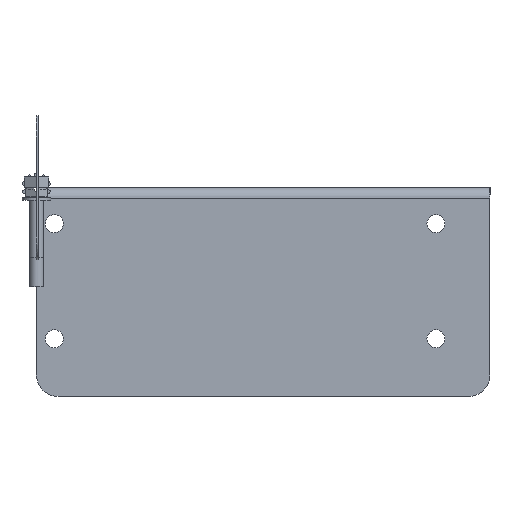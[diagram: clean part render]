
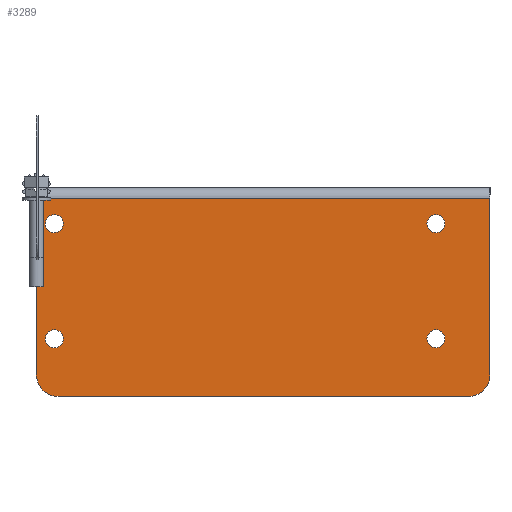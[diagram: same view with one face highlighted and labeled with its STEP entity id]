
A CAD part, left-side view. The second image highlights one B-rep face of the part: STEP entity #3289.
In plain terms, the highlighted planar face has unit normal (-1, 0, 0).
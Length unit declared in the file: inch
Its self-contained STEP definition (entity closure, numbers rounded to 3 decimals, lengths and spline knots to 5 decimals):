
#84 = CARTESIAN_POINT ( 'NONE',  ( 0., -7.875, -0.185 ) ) ;
#227 = LINE ( 'NONE', #2158, #5031 ) ;
#399 = VECTOR ( 'NONE', #5989, 39.37008 ) ;
#400 = DIRECTION ( 'NONE',  ( 0., 0., 1. ) ) ;
#511 = ORIENTED_EDGE ( 'NONE', *, *, #2578, .F. ) ;
#640 = EDGE_CURVE ( 'NONE', #7230, #1537, #4078, .T. ) ;
#680 = DIRECTION ( 'NONE',  ( 0., 0., 1. ) ) ;
#720 = CARTESIAN_POINT ( 'NONE',  ( 0., -6.9375, -2.625 ) ) ;
#1018 = ORIENTED_EDGE ( 'NONE', *, *, #7824, .F. ) ;
#1133 = EDGE_CURVE ( 'NONE', #1537, #6162, #4747, .T. ) ;
#1176 = VERTEX_POINT ( 'NONE', #7596 ) ;
#1195 = EDGE_LOOP ( 'NONE', ( #5948, #5098, #5919, #1703, #2917, #511 ) ) ;
#1451 = CIRCLE ( 'NONE', #2395, 0.15625 ) ;
#1500 = VERTEX_POINT ( 'NONE', #4361 ) ;
#1535 = EDGE_LOOP ( 'NONE', ( #1018 ) ) ;
#1537 = VERTEX_POINT ( 'NONE', #84 ) ;
#1640 = EDGE_CURVE ( 'NONE', #3695, #3695, #1451, .T. ) ;
#1703 = ORIENTED_EDGE ( 'NONE', *, *, #1133, .F. ) ;
#1783 = ORIENTED_EDGE ( 'NONE', *, *, #5079, .F. ) ;
#1865 = DIRECTION ( 'NONE',  ( 1., 0., 0. ) ) ;
#1910 = DIRECTION ( 'NONE',  ( 0., 0., -1. ) ) ;
#2158 = CARTESIAN_POINT ( 'NONE',  ( 0., 0., -3.625 ) ) ;
#2227 = AXIS2_PLACEMENT_3D ( 'NONE', #4635, #7832, #7794 ) ;
#2251 = FACE_BOUND ( 'NONE', #1535, .T. ) ;
#2395 = AXIS2_PLACEMENT_3D ( 'NONE', #4741, #3439, #7223 ) ;
#2540 = DIRECTION ( 'NONE',  ( 1., 0., 0. ) ) ;
#2578 = EDGE_CURVE ( 'NONE', #1500, #7230, #8087, .T. ) ;
#2815 = EDGE_LOOP ( 'NONE', ( #1783 ) ) ;
#2895 = CIRCLE ( 'NONE', #4093, 0.375 ) ;
#2917 = ORIENTED_EDGE ( 'NONE', *, *, #640, .F. ) ;
#3050 = CARTESIAN_POINT ( 'NONE',  ( 0., 0., 0. ) ) ;
#3167 = CARTESIAN_POINT ( 'NONE',  ( 0., -7.5, -3.25 ) ) ;
#3233 = CIRCLE ( 'NONE', #3635, 0.15625 ) ;
#3289 = ADVANCED_FACE ( 'NONE', ( #7294, #2251, #6092, #4848, #4978 ), #5519, .F. ) ;
#3352 = CARTESIAN_POINT ( 'NONE',  ( 0., -0.3125, -0.625 ) ) ;
#3412 = DIRECTION ( 'NONE',  ( 0., -1., 0. ) ) ;
#3439 = DIRECTION ( 'NONE',  ( -1., 0., 0. ) ) ;
#3579 = CARTESIAN_POINT ( 'NONE',  ( 0., -0.375, -3.625 ) ) ;
#3635 = AXIS2_PLACEMENT_3D ( 'NONE', #720, #3871, #680 ) ;
#3695 = VERTEX_POINT ( 'NONE', #4154 ) ;
#3861 = CARTESIAN_POINT ( 'NONE',  ( 0., -0.3125, -0.46875 ) ) ;
#3871 = DIRECTION ( 'NONE',  ( -1., 0., 0. ) ) ;
#3897 = DIRECTION ( 'NONE',  ( -1., 0., 0. ) ) ;
#4078 = LINE ( 'NONE', #4753, #6105 ) ;
#4093 = AXIS2_PLACEMENT_3D ( 'NONE', #3167, #2540, #1910 ) ;
#4154 = CARTESIAN_POINT ( 'NONE',  ( 0., -6.9375, -0.46875 ) ) ;
#4163 = CARTESIAN_POINT ( 'NONE',  ( 0., 0., -0.185 ) ) ;
#4304 = VERTEX_POINT ( 'NONE', #4896 ) ;
#4361 = CARTESIAN_POINT ( 'NONE',  ( 0., 0., -3.25 ) ) ;
#4578 = AXIS2_PLACEMENT_3D ( 'NONE', #3352, #3897, #5200 ) ;
#4598 = AXIS2_PLACEMENT_3D ( 'NONE', #3050, #1865, #6291 ) ;
#4635 = CARTESIAN_POINT ( 'NONE',  ( 0., -0.3125, -2.625 ) ) ;
#4663 = EDGE_LOOP ( 'NONE', ( #6450 ) ) ;
#4741 = CARTESIAN_POINT ( 'NONE',  ( 0., -6.9375, -0.625 ) ) ;
#4747 = LINE ( 'NONE', #4824, #399 ) ;
#4753 = CARTESIAN_POINT ( 'NONE',  ( 0., 0., -0.185 ) ) ;
#4779 = ORIENTED_EDGE ( 'NONE', *, *, #1640, .F. ) ;
#4824 = CARTESIAN_POINT ( 'NONE',  ( 0., -7.875, 0. ) ) ;
#4848 = FACE_BOUND ( 'NONE', #5845, .T. ) ;
#4896 = CARTESIAN_POINT ( 'NONE',  ( 0., -7.5, -3.625 ) ) ;
#4978 = FACE_BOUND ( 'NONE', #2815, .T. ) ;
#5031 = VECTOR ( 'NONE', #5459, 39.37008 ) ;
#5079 = EDGE_CURVE ( 'NONE', #7058, #7058, #5897, .T. ) ;
#5098 = ORIENTED_EDGE ( 'NONE', *, *, #7207, .F. ) ;
#5200 = DIRECTION ( 'NONE',  ( 0., 0., 1. ) ) ;
#5389 = CARTESIAN_POINT ( 'NONE',  ( 0., 0., 0. ) ) ;
#5459 = DIRECTION ( 'NONE',  ( 0., 1., 0. ) ) ;
#5519 = PLANE ( 'NONE',  #4598 ) ;
#5626 = CARTESIAN_POINT ( 'NONE',  ( 0., -0.3125, -2.46875 ) ) ;
#5837 = CIRCLE ( 'NONE', #2227, 0.15625 ) ;
#5845 = EDGE_LOOP ( 'NONE', ( #4779 ) ) ;
#5897 = CIRCLE ( 'NONE', #4578, 0.15625 ) ;
#5919 = ORIENTED_EDGE ( 'NONE', *, *, #7739, .F. ) ;
#5948 = ORIENTED_EDGE ( 'NONE', *, *, #6791, .F. ) ;
#5989 = DIRECTION ( 'NONE',  ( 0., 0., -1. ) ) ;
#6092 = FACE_BOUND ( 'NONE', #4663, .T. ) ;
#6105 = VECTOR ( 'NONE', #3412, 39.37008 ) ;
#6129 = CARTESIAN_POINT ( 'NONE',  ( 0., -0.375, -3.25 ) ) ;
#6162 = VERTEX_POINT ( 'NONE', #6480 ) ;
#6291 = DIRECTION ( 'NONE',  ( 0., 0., -1. ) ) ;
#6450 = ORIENTED_EDGE ( 'NONE', *, *, #7980, .F. ) ;
#6480 = CARTESIAN_POINT ( 'NONE',  ( 0., -7.875, -3.25 ) ) ;
#6624 = DIRECTION ( 'NONE',  ( 0., 0., 1. ) ) ;
#6685 = VECTOR ( 'NONE', #400, 39.37008 ) ;
#6744 = DIRECTION ( 'NONE',  ( 1., 0., 0. ) ) ;
#6791 = EDGE_CURVE ( 'NONE', #7427, #1500, #7423, .T. ) ;
#7058 = VERTEX_POINT ( 'NONE', #3861 ) ;
#7207 = EDGE_CURVE ( 'NONE', #4304, #7427, #227, .T. ) ;
#7223 = DIRECTION ( 'NONE',  ( 0., 0., 1. ) ) ;
#7230 = VERTEX_POINT ( 'NONE', #4163 ) ;
#7294 = FACE_OUTER_BOUND ( 'NONE', #1195, .T. ) ;
#7423 = CIRCLE ( 'NONE', #7826, 0.375 ) ;
#7427 = VERTEX_POINT ( 'NONE', #3579 ) ;
#7518 = VERTEX_POINT ( 'NONE', #5626 ) ;
#7596 = CARTESIAN_POINT ( 'NONE',  ( 0., -6.9375, -2.46875 ) ) ;
#7739 = EDGE_CURVE ( 'NONE', #6162, #4304, #2895, .T. ) ;
#7794 = DIRECTION ( 'NONE',  ( 0., 0., 1. ) ) ;
#7824 = EDGE_CURVE ( 'NONE', #7518, #7518, #5837, .T. ) ;
#7826 = AXIS2_PLACEMENT_3D ( 'NONE', #6129, #6744, #6624 ) ;
#7832 = DIRECTION ( 'NONE',  ( -1., 0., 0. ) ) ;
#7980 = EDGE_CURVE ( 'NONE', #1176, #1176, #3233, .T. ) ;
#8087 = LINE ( 'NONE', #5389, #6685 ) ;
